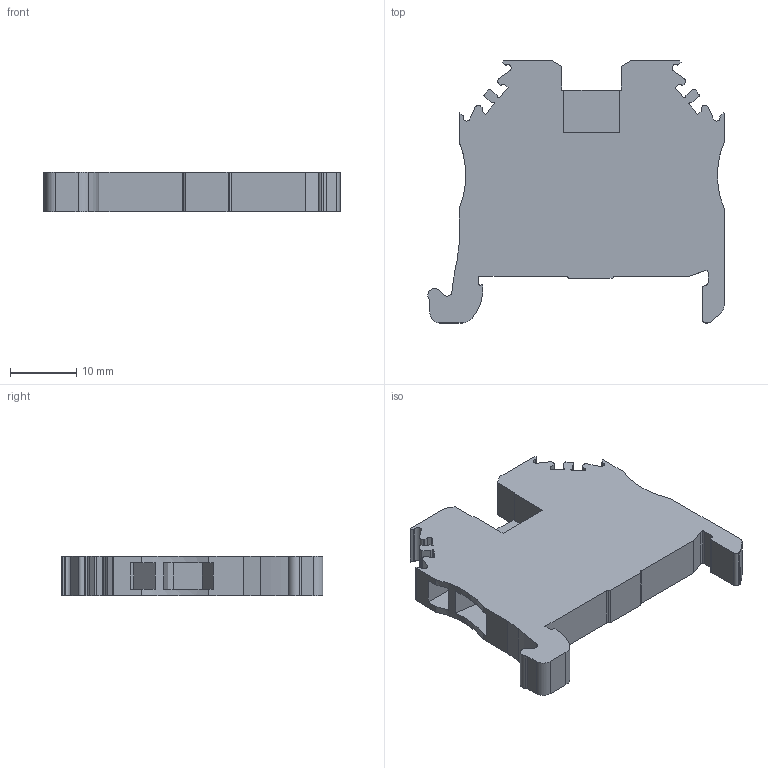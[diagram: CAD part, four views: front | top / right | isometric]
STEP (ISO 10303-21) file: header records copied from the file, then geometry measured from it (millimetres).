
FILE_DESCRIPTION(/* description */ ('Unknown'),/* implementation_level */ '2;1');
FILE_NAME(/* name */ 'SCET4_SOLID_',/* time_stamp */ '2022-11-02T13:46:34+05:00',/* author */ ('Unknown'),/* organization */ ('Unknown'),/* preprocessor_version */ 'ST-DEVELOPER v16.7',/* originating_system */ 'Solid Edge',/* authorisation */ 'Unknown');
FILE_SCHEMA (('AUTOMOTIVE_DESIGN {1 0 10303 214 3 1 1}'));
Length unit declared in the file: millimetre
Products named in the file (1): SCET4_SOLID_
Bounding box: 44.71 x 39.55 x 6 mm (x, y, z)
Volume: 6254 mm3; surface area: 4505 mm2
Topology: 1 solids, 1 shells, 160 faces, 468 edges, 312 vertices
Faces by surface type: plane 118, cylinder 42
Entity records: 6429 total; most frequent: CARTESIAN_POINT 941, ORIENTED_EDGE 936, DIRECTION 882, EDGE_CURVE 468, LINE 376, VECTOR 376, VERTEX_POINT 312, AXIS2_PLACEMENT_3D 253
